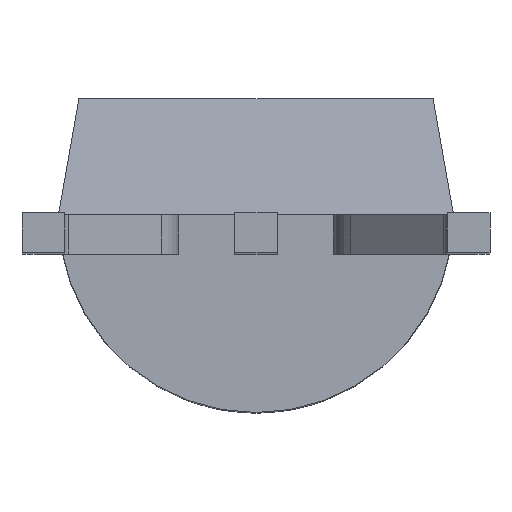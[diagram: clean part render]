
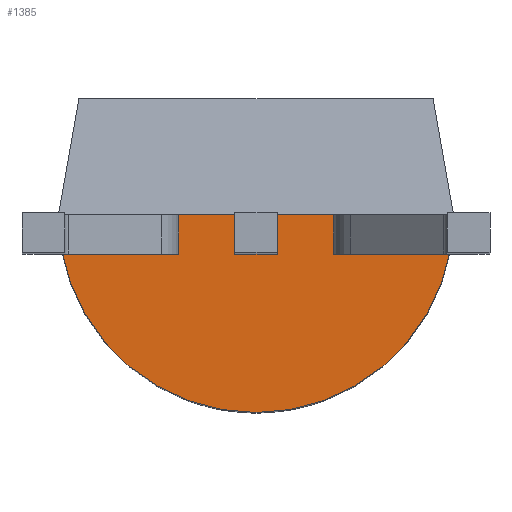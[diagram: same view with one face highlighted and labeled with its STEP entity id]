
A CAD part, top view. The second image highlights one B-rep face of the part: STEP entity #1385.
In plain terms, the highlighted planar face has unit normal (0, 0, 1).
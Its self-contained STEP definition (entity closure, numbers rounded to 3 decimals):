
#72 = DIRECTION ( 'NONE',  ( 0., 0., 1. ) ) ;
#165 = LINE ( 'NONE', #1635, #1732 ) ;
#280 = DIRECTION ( 'NONE',  ( 1., 0., 0. ) ) ;
#314 = CIRCLE ( 'NONE', #379, 2.6 ) ;
#340 = DIRECTION ( 'NONE',  ( 1., 0., 0. ) ) ;
#379 = AXIS2_PLACEMENT_3D ( 'NONE', #1744, #72, #1447 ) ;
#498 = DIRECTION ( 'NONE',  ( 0., 0., 1. ) ) ;
#657 = EDGE_CURVE ( 'NONE', #879, #906, #314, .T. ) ;
#684 = CARTESIAN_POINT ( 'NONE',  ( -2.6, 0., 2.665 ) ) ;
#719 = AXIS2_PLACEMENT_3D ( 'NONE', #1697, #498, #340 ) ;
#879 = VERTEX_POINT ( 'NONE', #684 ) ;
#906 = VERTEX_POINT ( 'NONE', #991 ) ;
#991 = CARTESIAN_POINT ( 'NONE',  ( 2.6, 0., 2.665 ) ) ;
#1121 = EDGE_CURVE ( 'NONE', #879, #906, #165, .T. ) ;
#1385 = ADVANCED_FACE ( 'NONE', ( #1576 ), #1397, .T. ) ;
#1397 = PLANE ( 'NONE',  #719 ) ;
#1447 = DIRECTION ( 'NONE',  ( 1., 0., 0. ) ) ;
#1480 = ORIENTED_EDGE ( 'NONE', *, *, #1121, .F. ) ;
#1576 = FACE_OUTER_BOUND ( 'NONE', #1677, .T. ) ;
#1635 = CARTESIAN_POINT ( 'NONE',  ( -2.6, 0., 2.665 ) ) ;
#1677 = EDGE_LOOP ( 'NONE', ( #1817, #1480 ) ) ;
#1697 = CARTESIAN_POINT ( 'NONE',  ( 0., 0., 2.665 ) ) ;
#1732 = VECTOR ( 'NONE', #280, 1000. ) ;
#1744 = CARTESIAN_POINT ( 'NONE',  ( 0., 0., 2.665 ) ) ;
#1817 = ORIENTED_EDGE ( 'NONE', *, *, #657, .T. ) ;
